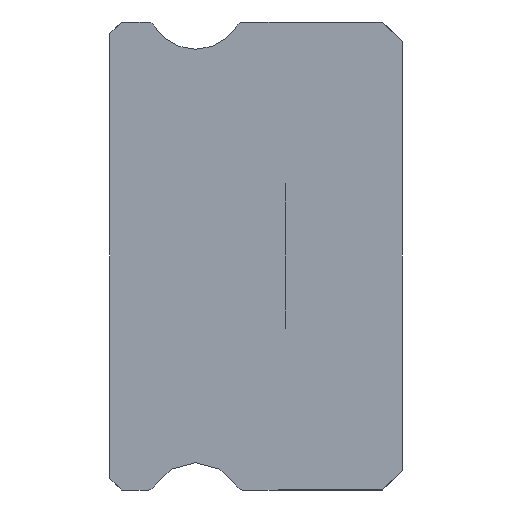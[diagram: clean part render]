
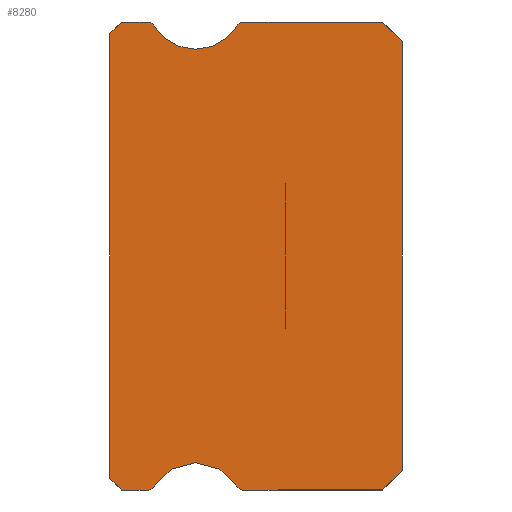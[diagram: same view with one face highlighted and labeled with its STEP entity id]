
A CAD part, left-side view. The second image highlights one B-rep face of the part: STEP entity #8280.
In plain terms, the highlighted planar face has unit normal (-1, 0, 0).
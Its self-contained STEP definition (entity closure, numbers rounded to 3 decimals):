
#74 = CARTESIAN_POINT ( 'NONE',  ( -10., 6.512, 6. ) ) ;
#79 = AXIS2_PLACEMENT_3D ( 'NONE', #7916, #980, #5035 ) ;
#108 = AXIS2_PLACEMENT_3D ( 'NONE', #10375, #1157, #5337 ) ;
#121 = DIRECTION ( 'NONE',  ( 0., 0., -1. ) ) ;
#319 = ORIENTED_EDGE ( 'NONE', *, *, #10652, .T. ) ;
#456 = ORIENTED_EDGE ( 'NONE', *, *, #1664, .F. ) ;
#494 = CARTESIAN_POINT ( 'NONE',  ( -10., 6.512, -5.85 ) ) ;
#678 = DIRECTION ( 'NONE',  ( 0., -1., 0. ) ) ;
#685 = DIRECTION ( 'NONE',  ( 0., 0., -1. ) ) ;
#729 = CIRCLE ( 'NONE', #2208, 1.25 ) ;
#785 = CARTESIAN_POINT ( 'NONE',  ( -10., 7.5, 5.85 ) ) ;
#822 = DIRECTION ( 'NONE',  ( 0., 0.707, -0.707 ) ) ;
#879 = VERTEX_POINT ( 'NONE', #4140 ) ;
#980 = DIRECTION ( 'NONE',  ( -1., 0., 0. ) ) ;
#1052 = DIRECTION ( 'NONE',  ( 0., -0.707, -0.707 ) ) ;
#1144 = ORIENTED_EDGE ( 'NONE', *, *, #5416, .T. ) ;
#1157 = DIRECTION ( 'NONE',  ( 1., 0., 0. ) ) ;
#1197 = ORIENTED_EDGE ( 'NONE', *, *, #13115, .F. ) ;
#1236 = LINE ( 'NONE', #7489, #5102 ) ;
#1359 = VERTEX_POINT ( 'NONE', #5170 ) ;
#1566 = EDGE_CURVE ( 'NONE', #3517, #11885, #729, .T. ) ;
#1664 = EDGE_CURVE ( 'NONE', #11885, #4290, #10121, .T. ) ;
#1809 = CARTESIAN_POINT ( 'NONE',  ( -10., 6.512, 5.85 ) ) ;
#1823 = CARTESIAN_POINT ( 'NONE',  ( -10., 7.2, 6. ) ) ;
#1897 = VECTOR ( 'NONE', #5868, 1000. ) ;
#1911 = DIRECTION ( 'NONE',  ( -1., 0., 0. ) ) ;
#1978 = CARTESIAN_POINT ( 'NONE',  ( -10., 6.512, 6. ) ) ;
#2027 = CARTESIAN_POINT ( 'NONE',  ( -10., 6.512, -6. ) ) ;
#2125 = ORIENTED_EDGE ( 'NONE', *, *, #6510, .T. ) ;
#2160 = VERTEX_POINT ( 'NONE', #2741 ) ;
#2173 = VERTEX_POINT ( 'NONE', #2674 ) ;
#2208 = AXIS2_PLACEMENT_3D ( 'NONE', #5973, #1911, #4961 ) ;
#2618 = ORIENTED_EDGE ( 'NONE', *, *, #5540, .F. ) ;
#2674 = CARTESIAN_POINT ( 'NONE',  ( -10., 4.217, -5.925 ) ) ;
#2719 = ORIENTED_EDGE ( 'NONE', *, *, #8335, .F. ) ;
#2741 = CARTESIAN_POINT ( 'NONE',  ( -10., 0.5, 6. ) ) ;
#2928 = VECTOR ( 'NONE', #11147, 1000. ) ;
#2980 = DIRECTION ( 'NONE',  ( 0., 0., 1. ) ) ;
#3024 = ORIENTED_EDGE ( 'NONE', *, *, #5247, .T. ) ;
#3190 = EDGE_CURVE ( 'NONE', #1359, #2160, #4857, .T. ) ;
#3279 = CARTESIAN_POINT ( 'NONE',  ( -10., 7.5, 5.7 ) ) ;
#3333 = DIRECTION ( 'NONE',  ( -1., 0., 0. ) ) ;
#3375 = EDGE_LOOP ( 'NONE', ( #2125, #4502, #319, #1144, #10964, #1197, #5689, #2618, #2719, #6738, #8477, #3827, #5730, #456, #5324, #8591, #3024 ) ) ;
#3486 = DIRECTION ( 'NONE',  ( 0., -0.707, -0.707 ) ) ;
#3517 = VERTEX_POINT ( 'NONE', #9316 ) ;
#3686 = DIRECTION ( 'NONE',  ( 1., 0., 0. ) ) ;
#3812 = CARTESIAN_POINT ( 'NONE',  ( -10., 6.512, -6. ) ) ;
#3827 = ORIENTED_EDGE ( 'NONE', *, *, #3190, .F. ) ;
#3879 = PLANE ( 'NONE',  #8191 ) ;
#3974 = CARTESIAN_POINT ( 'NONE',  ( -10., 4.217, 5.925 ) ) ;
#3989 = VECTOR ( 'NONE', #8299, 1000. ) ;
#4140 = CARTESIAN_POINT ( 'NONE',  ( -10., 7.5, -5.7 ) ) ;
#4290 = VERTEX_POINT ( 'NONE', #3974 ) ;
#4303 = EDGE_CURVE ( 'NONE', #879, #6033, #8049, .T. ) ;
#4417 = CARTESIAN_POINT ( 'NONE',  ( -10., 0.5, -6. ) ) ;
#4490 = CARTESIAN_POINT ( 'NONE',  ( -10., 0., 5.5 ) ) ;
#4502 = ORIENTED_EDGE ( 'NONE', *, *, #4303, .F. ) ;
#4546 = LINE ( 'NONE', #4490, #9168 ) ;
#4710 = VERTEX_POINT ( 'NONE', #6895 ) ;
#4765 = AXIS2_PLACEMENT_3D ( 'NONE', #5171, #9282, #121 ) ;
#4770 = VERTEX_POINT ( 'NONE', #2027 ) ;
#4791 = VECTOR ( 'NONE', #1052, 1000. ) ;
#4857 = LINE ( 'NONE', #1978, #10546 ) ;
#4914 = CARTESIAN_POINT ( 'NONE',  ( -10., 4.088, -6. ) ) ;
#4961 = DIRECTION ( 'NONE',  ( 0., 0., -1. ) ) ;
#5035 = DIRECTION ( 'NONE',  ( 0., 0., -1. ) ) ;
#5102 = VECTOR ( 'NONE', #3486, 1000. ) ;
#5165 = CARTESIAN_POINT ( 'NONE',  ( -10., 5.3, 5.3 ) ) ;
#5170 = CARTESIAN_POINT ( 'NONE',  ( -10., 4.088, 6. ) ) ;
#5171 = CARTESIAN_POINT ( 'NONE',  ( -10., 6.512, 5.85 ) ) ;
#5247 = EDGE_CURVE ( 'NONE', #7949, #5761, #11438, .T. ) ;
#5255 = DIRECTION ( 'NONE',  ( 0., 0., -1. ) ) ;
#5324 = ORIENTED_EDGE ( 'NONE', *, *, #1566, .F. ) ;
#5337 = DIRECTION ( 'NONE',  ( 0., 0., -1. ) ) ;
#5416 = EDGE_CURVE ( 'NONE', #7352, #4770, #6537, .T. ) ;
#5540 = EDGE_CURVE ( 'NONE', #7485, #9422, #8972, .T. ) ;
#5610 = CARTESIAN_POINT ( 'NONE',  ( -10., 0., 5.5 ) ) ;
#5689 = ORIENTED_EDGE ( 'NONE', *, *, #7995, .F. ) ;
#5730 = ORIENTED_EDGE ( 'NONE', *, *, #5804, .F. ) ;
#5743 = FACE_OUTER_BOUND ( 'NONE', #3375, .T. ) ;
#5761 = VERTEX_POINT ( 'NONE', #1823 ) ;
#5804 = EDGE_CURVE ( 'NONE', #4290, #1359, #10005, .T. ) ;
#5868 = DIRECTION ( 'NONE',  ( 0., 0.707, -0.707 ) ) ;
#5921 = AXIS2_PLACEMENT_3D ( 'NONE', #7898, #8637, #12715 ) ;
#5973 = CARTESIAN_POINT ( 'NONE',  ( -10., 5.3, 6.55 ) ) ;
#6033 = VERTEX_POINT ( 'NONE', #3279 ) ;
#6259 = VECTOR ( 'NONE', #822, 1000. ) ;
#6373 = CARTESIAN_POINT ( 'NONE',  ( -10., 0., -5.5 ) ) ;
#6451 = CARTESIAN_POINT ( 'NONE',  ( -10., 5.3, -6.55 ) ) ;
#6510 = EDGE_CURVE ( 'NONE', #5761, #6033, #10099, .T. ) ;
#6537 = LINE ( 'NONE', #8689, #8271 ) ;
#6705 = AXIS2_PLACEMENT_3D ( 'NONE', #494, #12794, #7562 ) ;
#6738 = ORIENTED_EDGE ( 'NONE', *, *, #12412, .T. ) ;
#6895 = CARTESIAN_POINT ( 'NONE',  ( -10., 6.383, -5.925 ) ) ;
#6969 = VERTEX_POINT ( 'NONE', #5610 ) ;
#7178 = CARTESIAN_POINT ( 'NONE',  ( -10., 7.2, -6. ) ) ;
#7352 = VERTEX_POINT ( 'NONE', #9385 ) ;
#7473 = CARTESIAN_POINT ( 'NONE',  ( -10., 7.2, 6. ) ) ;
#7485 = VERTEX_POINT ( 'NONE', #4417 ) ;
#7489 = CARTESIAN_POINT ( 'NONE',  ( -10., 0.5, 6. ) ) ;
#7562 = DIRECTION ( 'NONE',  ( 0., 0., -1. ) ) ;
#7670 = EDGE_CURVE ( 'NONE', #4710, #4770, #9939, .T. ) ;
#7898 = CARTESIAN_POINT ( 'NONE',  ( -10., 4.088, 5.85 ) ) ;
#7916 = CARTESIAN_POINT ( 'NONE',  ( -10., 5.3, 6.55 ) ) ;
#7949 = VERTEX_POINT ( 'NONE', #74 ) ;
#7995 = EDGE_CURVE ( 'NONE', #9422, #2173, #11213, .T. ) ;
#8049 = LINE ( 'NONE', #785, #9727 ) ;
#8130 = DIRECTION ( 'NONE',  ( 0., -1., 0. ) ) ;
#8144 = CARTESIAN_POINT ( 'NONE',  ( -10., 7.5, 5.7 ) ) ;
#8191 = AXIS2_PLACEMENT_3D ( 'NONE', #1809, #3686, #685 ) ;
#8271 = VECTOR ( 'NONE', #678, 1000. ) ;
#8280 = ADVANCED_FACE ( 'NONE', ( #5743 ), #3879, .F. ) ;
#8299 = DIRECTION ( 'NONE',  ( 0., 1., 0. ) ) ;
#8335 = EDGE_CURVE ( 'NONE', #10664, #7485, #8981, .T. ) ;
#8401 = CIRCLE ( 'NONE', #4765, 0.15 ) ;
#8477 = ORIENTED_EDGE ( 'NONE', *, *, #12346, .F. ) ;
#8591 = ORIENTED_EDGE ( 'NONE', *, *, #10057, .F. ) ;
#8637 = DIRECTION ( 'NONE',  ( 1., 0., 0. ) ) ;
#8689 = CARTESIAN_POINT ( 'NONE',  ( -10., 6.512, -6. ) ) ;
#8972 = LINE ( 'NONE', #3812, #2928 ) ;
#8981 = LINE ( 'NONE', #12103, #6259 ) ;
#9168 = VECTOR ( 'NONE', #12788, 1000. ) ;
#9282 = DIRECTION ( 'NONE',  ( 1., 0., 0. ) ) ;
#9316 = CARTESIAN_POINT ( 'NONE',  ( -10., 6.383, 5.925 ) ) ;
#9385 = CARTESIAN_POINT ( 'NONE',  ( -10., 7.2, -6. ) ) ;
#9422 = VERTEX_POINT ( 'NONE', #4914 ) ;
#9430 = CIRCLE ( 'NONE', #11551, 1.25 ) ;
#9727 = VECTOR ( 'NONE', #2980, 1000. ) ;
#9939 = CIRCLE ( 'NONE', #6705, 0.15 ) ;
#10005 = CIRCLE ( 'NONE', #5921, 0.15 ) ;
#10057 = EDGE_CURVE ( 'NONE', #7949, #3517, #8401, .T. ) ;
#10099 = LINE ( 'NONE', #8144, #1897 ) ;
#10121 = CIRCLE ( 'NONE', #79, 1.25 ) ;
#10375 = CARTESIAN_POINT ( 'NONE',  ( -10., 4.088, -5.85 ) ) ;
#10546 = VECTOR ( 'NONE', #8130, 1000. ) ;
#10652 = EDGE_CURVE ( 'NONE', #879, #7352, #12276, .T. ) ;
#10664 = VERTEX_POINT ( 'NONE', #6373 ) ;
#10964 = ORIENTED_EDGE ( 'NONE', *, *, #7670, .F. ) ;
#11147 = DIRECTION ( 'NONE',  ( 0., 1., 0. ) ) ;
#11213 = CIRCLE ( 'NONE', #108, 0.15 ) ;
#11438 = LINE ( 'NONE', #7473, #3989 ) ;
#11551 = AXIS2_PLACEMENT_3D ( 'NONE', #6451, #3333, #5255 ) ;
#11885 = VERTEX_POINT ( 'NONE', #5165 ) ;
#12103 = CARTESIAN_POINT ( 'NONE',  ( -10., 0., -5.5 ) ) ;
#12276 = LINE ( 'NONE', #7178, #4791 ) ;
#12346 = EDGE_CURVE ( 'NONE', #2160, #6969, #1236, .T. ) ;
#12412 = EDGE_CURVE ( 'NONE', #10664, #6969, #4546, .T. ) ;
#12715 = DIRECTION ( 'NONE',  ( 0., 0., -1. ) ) ;
#12788 = DIRECTION ( 'NONE',  ( 0., 0., 1. ) ) ;
#12794 = DIRECTION ( 'NONE',  ( 1., 0., 0. ) ) ;
#13115 = EDGE_CURVE ( 'NONE', #2173, #4710, #9430, .T. ) ;
